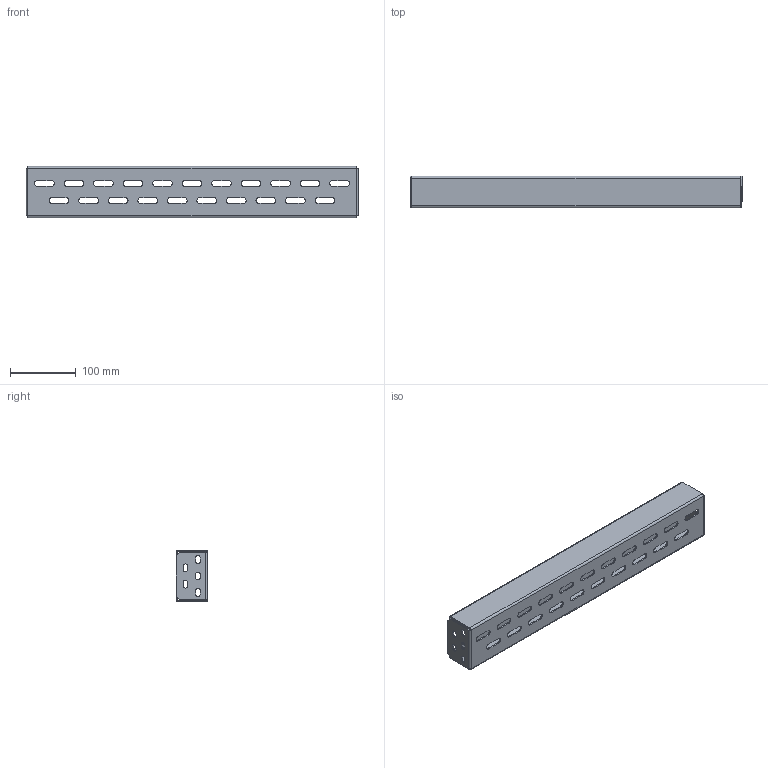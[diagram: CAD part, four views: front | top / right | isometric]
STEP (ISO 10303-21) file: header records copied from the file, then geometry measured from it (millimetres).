
FILE_DESCRIPTION (( 'STEP AP214' ), '1' );
FILE_NAME ('FO-00-RSP-060 FORMAT Ðåéêà ïîïåðå÷íàÿ óñèëåííàÿ 600ìì (2øò_êîìïë) IEK.STEP', '2022-05-30T13:42:57', ( '' ), ( '' ), 'SwSTEP 2.0', 'SolidWorks 2017', '' );
FILE_SCHEMA (( 'AUTOMOTIVE_DESIGN' ));
Length unit declared in the file: millimetre
Products named in the file (1): FO-00-RSP-060 FORMAT Ðåéêà ïîïåðå÷íàÿ óñèëåííàÿ 600ìì (2øò_êîìïë) IEK
Bounding box: 506 x 48 x 78 mm (x, y, z)
Volume: 188480.7 mm3; surface area: 195180 mm2
Topology: 1 solids, 1 shells, 186 faces, 508 edges, 324 vertices
Faces by surface type: plane 112, cylinder 74
Entity records: 6010 total; most frequent: DIRECTION 1034, CARTESIAN_POINT 1019, ORIENTED_EDGE 1016, EDGE_CURVE 508, VECTOR 356, LINE 356, AXIS2_PLACEMENT_3D 339, VERTEX_POINT 324
